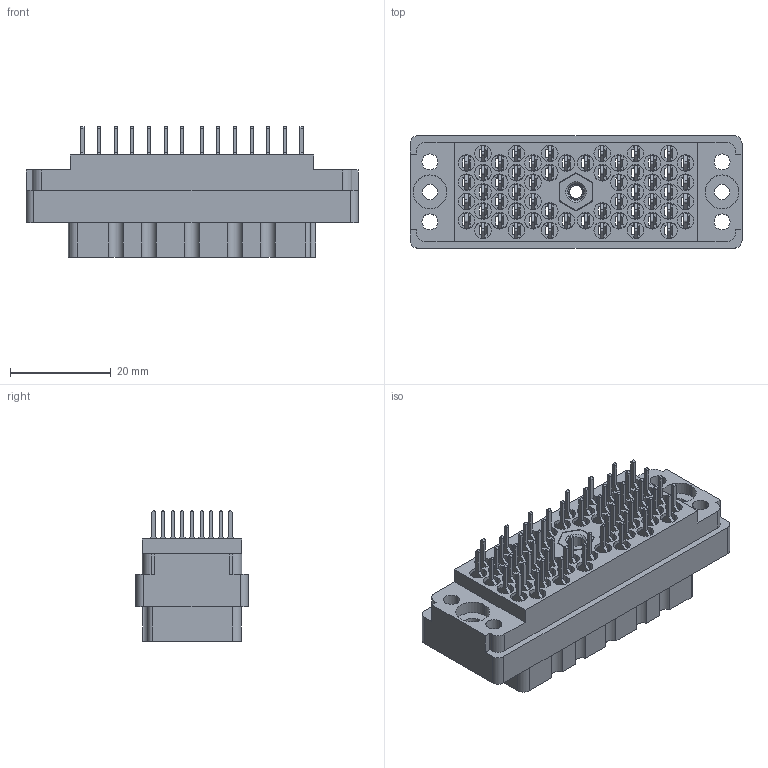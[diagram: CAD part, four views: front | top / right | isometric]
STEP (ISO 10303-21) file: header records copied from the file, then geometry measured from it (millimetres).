
FILE_DESCRIPTION (( 'STEP AP203' ), '1' );
FILE_NAME ('516-056-520-606.STEP', '2020-03-06T00:22:32', ( '' ), ( '' ), 'SwSTEP 2.0', 'SolidWorks 2016', '' );
FILE_SCHEMA (( 'CONFIG_CONTROL_DESIGN' ));
Length unit declared in the file: inch
Products named in the file (4): 516-252-035-100_516-252-035-100; 516-292-001_520 Contact; 516 Part Receptacle_056; 516-056-520-606
Assembly tree (58 placements, depth 2):
  516-056-520-606
    516 Part Receptacle_056
    516-292-001_520 Contact  x56
    516-252-035-100_516-252-035-100
Bounding box: 65.84 x 22.25 x 25.86 mm (x, y, z)
Volume: 16052.5 mm3; surface area: 29379.3 mm2
Topology: 58 solids, 58 shells, 5351 faces, 15526 edges, 10310 vertices
Faces by surface type: plane 3256, cylinder 1741, bspline 342, cone 12
Entity records: 51195 total; most frequent: CARTESIAN_POINT 10989, ORIENTED_EDGE 8172, DIRECTION 7928, EDGE_CURVE 4086, VECTOR 2956, LINE 2956, VERTEX_POINT 2720, AXIS2_PLACEMENT_3D 2486
